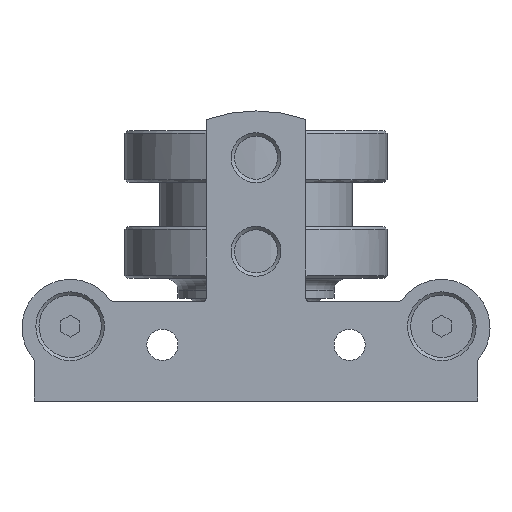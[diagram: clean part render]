
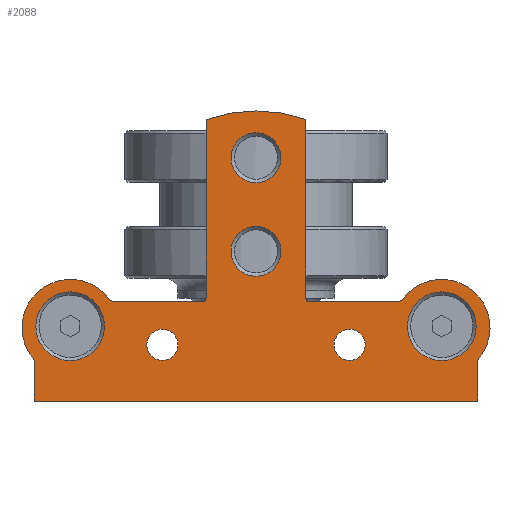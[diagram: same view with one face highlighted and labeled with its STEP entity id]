
A CAD part, front view. The second image highlights one B-rep face of the part: STEP entity #2088.
In plain terms, the highlighted face is planar.
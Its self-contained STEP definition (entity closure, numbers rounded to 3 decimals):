
#126=LINE('',#3479,#258);
#130=LINE('',#3491,#262);
#134=LINE('',#3503,#266);
#138=LINE('',#3515,#270);
#144=LINE('',#3539,#276);
#147=LINE('',#3545,#279);
#150=LINE('',#3551,#282);
#258=VECTOR('',#2815,1000.);
#262=VECTOR('',#2827,1000.);
#266=VECTOR('',#2839,1000.);
#270=VECTOR('',#2851,1000.);
#276=VECTOR('',#2877,1000.);
#279=VECTOR('',#2882,1000.);
#282=VECTOR('',#2887,1000.);
#362=PLANE('',#2355);
#472=CIRCLE('',#2323,1.);
#474=CIRCLE('',#2327,0.5);
#476=CIRCLE('',#2331,24.);
#478=CIRCLE('',#2335,0.5);
#480=CIRCLE('',#2339,1.);
#482=CIRCLE('',#2342,7.72);
#484=CIRCLE('',#2345,1.);
#486=CIRCLE('',#2351,1.);
#488=CIRCLE('',#2354,7.72);
#489=CIRCLE('',#2356,4.);
#490=CIRCLE('',#2357,4.);
#491=CIRCLE('',#2358,2.5);
#492=CIRCLE('',#2359,2.5);
#493=CIRCLE('',#2360,5.5);
#494=CIRCLE('',#2361,5.5);
#883=ORIENTED_EDGE('',*,*,#1245,.T.);
#884=ORIENTED_EDGE('',*,*,#1246,.T.);
#885=ORIENTED_EDGE('',*,*,#1247,.F.);
#886=ORIENTED_EDGE('',*,*,#1248,.F.);
#887=ORIENTED_EDGE('',*,*,#1249,.F.);
#888=ORIENTED_EDGE('',*,*,#1250,.F.);
#889=ORIENTED_EDGE('',*,*,#1199,.F.);
#890=ORIENTED_EDGE('',*,*,#1244,.T.);
#891=ORIENTED_EDGE('',*,*,#1241,.F.);
#892=ORIENTED_EDGE('',*,*,#1238,.T.);
#893=ORIENTED_EDGE('',*,*,#1235,.T.);
#894=ORIENTED_EDGE('',*,*,#1232,.T.);
#895=ORIENTED_EDGE('',*,*,#1229,.F.);
#896=ORIENTED_EDGE('',*,*,#1226,.T.);
#897=ORIENTED_EDGE('',*,*,#1223,.F.);
#898=ORIENTED_EDGE('',*,*,#1220,.T.);
#899=ORIENTED_EDGE('',*,*,#1217,.F.);
#900=ORIENTED_EDGE('',*,*,#1214,.T.);
#901=ORIENTED_EDGE('',*,*,#1211,.T.);
#902=ORIENTED_EDGE('',*,*,#1208,.T.);
#903=ORIENTED_EDGE('',*,*,#1205,.F.);
#904=ORIENTED_EDGE('',*,*,#1202,.T.);
#1199=EDGE_CURVE('',#1427,#1428,#472,.T.);
#1202=EDGE_CURVE('',#1430,#1428,#126,.T.);
#1205=EDGE_CURVE('',#1430,#1432,#474,.T.);
#1208=EDGE_CURVE('',#1434,#1432,#130,.T.);
#1211=EDGE_CURVE('',#1436,#1434,#476,.T.);
#1214=EDGE_CURVE('',#1438,#1436,#134,.T.);
#1217=EDGE_CURVE('',#1438,#1440,#478,.T.);
#1220=EDGE_CURVE('',#1442,#1440,#138,.T.);
#1223=EDGE_CURVE('',#1442,#1444,#480,.T.);
#1226=EDGE_CURVE('',#1446,#1444,#482,.T.);
#1229=EDGE_CURVE('',#1446,#1448,#484,.T.);
#1232=EDGE_CURVE('',#1450,#1448,#144,.T.);
#1235=EDGE_CURVE('',#1452,#1450,#147,.T.);
#1238=EDGE_CURVE('',#1454,#1452,#150,.T.);
#1241=EDGE_CURVE('',#1454,#1456,#486,.T.);
#1244=EDGE_CURVE('',#1427,#1456,#488,.T.);
#1245=EDGE_CURVE('',#1457,#1457,#489,.T.);
#1246=EDGE_CURVE('',#1458,#1458,#490,.T.);
#1247=EDGE_CURVE('',#1459,#1459,#491,.T.);
#1248=EDGE_CURVE('',#1460,#1460,#492,.T.);
#1249=EDGE_CURVE('',#1461,#1461,#493,.T.);
#1250=EDGE_CURVE('',#1462,#1462,#494,.T.);
#1427=VERTEX_POINT('',#3472);
#1428=VERTEX_POINT('',#3474);
#1430=VERTEX_POINT('',#3480);
#1432=VERTEX_POINT('',#3486);
#1434=VERTEX_POINT('',#3492);
#1436=VERTEX_POINT('',#3498);
#1438=VERTEX_POINT('',#3504);
#1440=VERTEX_POINT('',#3510);
#1442=VERTEX_POINT('',#3516);
#1444=VERTEX_POINT('',#3522);
#1446=VERTEX_POINT('',#3528);
#1448=VERTEX_POINT('',#3534);
#1450=VERTEX_POINT('',#3540);
#1452=VERTEX_POINT('',#3546);
#1454=VERTEX_POINT('',#3552);
#1456=VERTEX_POINT('',#3558);
#1457=VERTEX_POINT('',#3565);
#1458=VERTEX_POINT('',#3567);
#1459=VERTEX_POINT('',#3569);
#1460=VERTEX_POINT('',#3571);
#1461=VERTEX_POINT('',#3573);
#1462=VERTEX_POINT('',#3575);
#1657=EDGE_LOOP('',(#883));
#1658=EDGE_LOOP('',(#884));
#1659=EDGE_LOOP('',(#885));
#1660=EDGE_LOOP('',(#886));
#1661=EDGE_LOOP('',(#887));
#1662=EDGE_LOOP('',(#888));
#1663=EDGE_LOOP('',(#889,#890,#891,#892,#893,#894,#895,#896,#897,#898,#899,
#900,#901,#902,#903,#904));
#1871=FACE_BOUND('',#1657,.T.);
#1872=FACE_BOUND('',#1658,.T.);
#1873=FACE_BOUND('',#1659,.T.);
#1874=FACE_BOUND('',#1660,.T.);
#1875=FACE_BOUND('',#1661,.T.);
#1876=FACE_BOUND('',#1662,.T.);
#1877=FACE_BOUND('',#1663,.T.);
#2088=ADVANCED_FACE('',(#1871,#1872,#1873,#1874,#1875,#1876,#1877),#362,
 .T.);
#2323=AXIS2_PLACEMENT_3D('',#3473,#2809,#2810);
#2327=AXIS2_PLACEMENT_3D('',#3485,#2821,#2822);
#2331=AXIS2_PLACEMENT_3D('',#3497,#2833,#2834);
#2335=AXIS2_PLACEMENT_3D('',#3509,#2845,#2846);
#2339=AXIS2_PLACEMENT_3D('',#3521,#2857,#2858);
#2342=AXIS2_PLACEMENT_3D('',#3527,#2864,#2865);
#2345=AXIS2_PLACEMENT_3D('',#3533,#2871,#2872);
#2351=AXIS2_PLACEMENT_3D('',#3557,#2893,#2894);
#2354=AXIS2_PLACEMENT_3D('',#3562,#2900,#2901);
#2355=AXIS2_PLACEMENT_3D('',#3563,#2902,#2903);
#2356=AXIS2_PLACEMENT_3D('',#3564,#2904,#2905);
#2357=AXIS2_PLACEMENT_3D('',#3566,#2906,#2907);
#2358=AXIS2_PLACEMENT_3D('',#3568,#2908,#2909);
#2359=AXIS2_PLACEMENT_3D('',#3570,#2910,#2911);
#2360=AXIS2_PLACEMENT_3D('',#3572,#2912,#2913);
#2361=AXIS2_PLACEMENT_3D('',#3574,#2914,#2915);
#2809=DIRECTION('',(0.,0.,1.));
#2810=DIRECTION('',(1.,0.,0.));
#2815=DIRECTION('',(-1.,0.,0.));
#2821=DIRECTION('',(0.,0.,1.));
#2822=DIRECTION('',(1.,0.,0.));
#2827=DIRECTION('',(0.,-1.,0.));
#2833=DIRECTION('',(0.,0.,1.));
#2834=DIRECTION('',(1.,0.,0.));
#2839=DIRECTION('',(0.,1.,0.));
#2845=DIRECTION('',(0.,0.,1.));
#2846=DIRECTION('',(1.,0.,0.));
#2851=DIRECTION('',(-1.,0.,0.));
#2857=DIRECTION('',(0.,0.,1.));
#2858=DIRECTION('',(1.,0.,0.));
#2864=DIRECTION('',(0.,0.,1.));
#2865=DIRECTION('',(1.,0.,0.));
#2871=DIRECTION('',(0.,0.,1.));
#2872=DIRECTION('',(1.,0.,0.));
#2877=DIRECTION('',(0.,1.,0.));
#2882=DIRECTION('',(1.,0.,0.));
#2887=DIRECTION('',(0.,-1.,0.));
#2893=DIRECTION('',(0.,0.,1.));
#2894=DIRECTION('',(1.,0.,0.));
#2900=DIRECTION('',(0.,0.,1.));
#2901=DIRECTION('',(1.,0.,0.));
#2902=DIRECTION('',(0.,0.,1.));
#2903=DIRECTION('',(1.,0.,0.));
#2904=DIRECTION('',(0.,0.,-1.));
#2905=DIRECTION('',(-1.,0.,0.));
#2906=DIRECTION('',(0.,0.,-1.));
#2907=DIRECTION('',(-1.,0.,0.));
#2908=DIRECTION('',(0.,0.,1.));
#2909=DIRECTION('',(1.,0.,0.));
#2910=DIRECTION('',(0.,0.,1.));
#2911=DIRECTION('',(1.,0.,0.));
#2912=DIRECTION('',(0.,0.,1.));
#2913=DIRECTION('',(1.,0.,0.));
#2914=DIRECTION('',(0.,0.,1.));
#2915=DIRECTION('',(1.,0.,0.));
#3472=CARTESIAN_POINT('',(-23.596,16.401,5.));
#3473=CARTESIAN_POINT('',(-22.795,17.,5.));
#3474=CARTESIAN_POINT('',(-22.795,16.,5.));
#3479=CARTESIAN_POINT('',(-8.5,16.,5.));
#3480=CARTESIAN_POINT('',(-8.5,16.,5.));
#3485=CARTESIAN_POINT('',(-8.5,16.5,5.));
#3486=CARTESIAN_POINT('',(-8.,16.5,5.));
#3491=CARTESIAN_POINT('',(-8.,45.11,5.));
#3492=CARTESIAN_POINT('',(-8.,45.11,5.));
#3497=CARTESIAN_POINT('',(0.05,22.5,5.));
#3498=CARTESIAN_POINT('',(8.,45.145,5.));
#3503=CARTESIAN_POINT('',(8.,16.5,5.));
#3504=CARTESIAN_POINT('',(8.,16.5,5.));
#3509=CARTESIAN_POINT('',(8.5,16.5,5.));
#3510=CARTESIAN_POINT('',(8.5,16.,5.));
#3515=CARTESIAN_POINT('',(22.795,16.,5.));
#3516=CARTESIAN_POINT('',(22.795,16.,5.));
#3521=CARTESIAN_POINT('',(22.795,17.,5.));
#3522=CARTESIAN_POINT('',(23.596,16.401,5.));
#3527=CARTESIAN_POINT('',(29.78,11.78,5.));
#3528=CARTESIAN_POINT('',(35.729,6.86,5.));
#3533=CARTESIAN_POINT('',(36.5,6.223,5.));
#3534=CARTESIAN_POINT('',(35.5,6.223,5.));
#3539=CARTESIAN_POINT('',(35.5,0.,5.));
#3540=CARTESIAN_POINT('',(35.5,0.,5.));
#3545=CARTESIAN_POINT('',(-35.5,0.,5.));
#3546=CARTESIAN_POINT('',(-35.5,0.,5.));
#3551=CARTESIAN_POINT('',(-35.5,6.223,5.));
#3552=CARTESIAN_POINT('',(-35.5,6.223,5.));
#3557=CARTESIAN_POINT('',(-36.5,6.223,5.));
#3558=CARTESIAN_POINT('',(-35.729,6.86,5.));
#3562=CARTESIAN_POINT('',(-29.78,11.78,5.));
#3563=CARTESIAN_POINT('',(-22.795,17.,5.));
#3564=CARTESIAN_POINT('',(0.,39.,5.));
#3565=CARTESIAN_POINT('',(-4.,39.,5.));
#3566=CARTESIAN_POINT('',(0.,24.,5.));
#3567=CARTESIAN_POINT('',(-4.,24.,5.));
#3568=CARTESIAN_POINT('',(15.,9.,5.));
#3569=CARTESIAN_POINT('',(17.5,9.,5.));
#3570=CARTESIAN_POINT('',(-15.,9.,5.));
#3571=CARTESIAN_POINT('',(-12.5,9.,5.));
#3572=CARTESIAN_POINT('',(-29.78,12.,5.));
#3573=CARTESIAN_POINT('',(-24.28,12.,5.));
#3574=CARTESIAN_POINT('',(29.78,12.,5.));
#3575=CARTESIAN_POINT('',(35.28,12.,5.));
